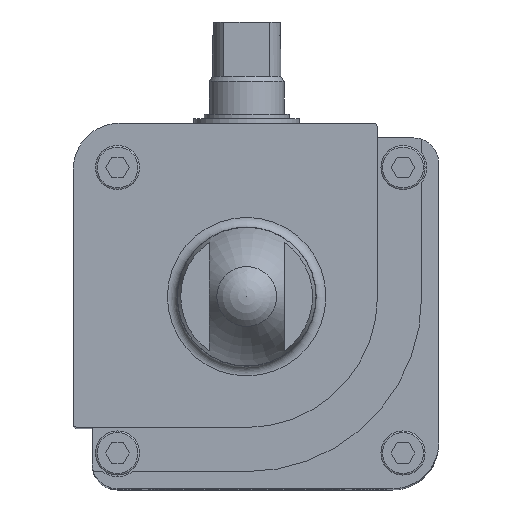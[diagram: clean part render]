
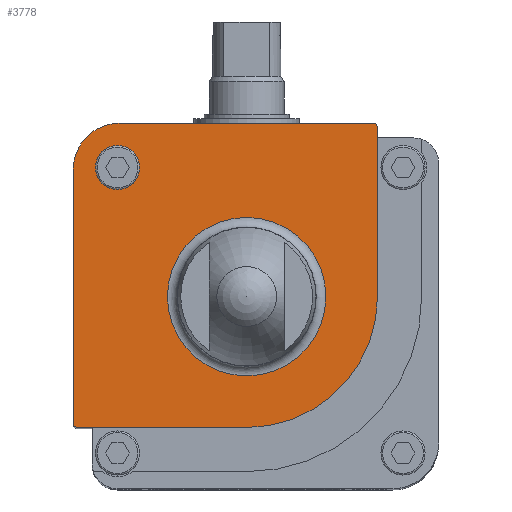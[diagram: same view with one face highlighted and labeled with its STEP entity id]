
A CAD part, top view. The second image highlights one B-rep face of the part: STEP entity #3778.
In plain terms, the highlighted planar face has unit normal (0, 0, 1).
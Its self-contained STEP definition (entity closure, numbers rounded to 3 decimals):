
#133=PLANE('',#4111);
#303=LINE('',#5885,#619);
#311=LINE('',#5904,#627);
#316=LINE('',#5944,#632);
#324=LINE('',#5971,#640);
#619=VECTOR('',#4607,1000.);
#627=VECTOR('',#4623,1000.);
#632=VECTOR('',#4666,1000.);
#640=VECTOR('',#4690,1000.);
#1057=ORIENTED_EDGE('',*,*,#2020,.T.);
#1058=ORIENTED_EDGE('',*,*,#1983,.T.);
#1059=ORIENTED_EDGE('',*,*,#2021,.T.);
#1060=ORIENTED_EDGE('',*,*,#2003,.T.);
#1061=ORIENTED_EDGE('',*,*,#2010,.T.);
#1062=ORIENTED_EDGE('',*,*,#2017,.T.);
#1063=ORIENTED_EDGE('',*,*,#2019,.T.);
#1064=ORIENTED_EDGE('',*,*,#1973,.T.);
#1065=ORIENTED_EDGE('',*,*,#1977,.T.);
#1066=ORIENTED_EDGE('',*,*,#2022,.T.);
#1973=EDGE_CURVE('',#2461,#2460,#303,.T.);
#1977=EDGE_CURVE('',#2460,#2463,#2801,.T.);
#1983=EDGE_CURVE('',#2463,#2467,#311,.T.);
#2003=EDGE_CURVE('',#2484,#2483,#316,.T.);
#2010=EDGE_CURVE('',#2483,#2488,#2818,.T.);
#2017=EDGE_CURVE('',#2488,#2494,#324,.T.);
#2019=EDGE_CURVE('',#2494,#2461,#2824,.T.);
#2020=EDGE_CURVE('',#2495,#2495,#2825,.T.);
#2021=EDGE_CURVE('',#2467,#2484,#2826,.T.);
#2022=EDGE_CURVE('',#2496,#2496,#2827,.T.);
#2460=VERTEX_POINT('',#5884);
#2461=VERTEX_POINT('',#5886);
#2463=VERTEX_POINT('',#5892);
#2467=VERTEX_POINT('',#5903);
#2483=VERTEX_POINT('',#5943);
#2484=VERTEX_POINT('',#5945);
#2488=VERTEX_POINT('',#5956);
#2494=VERTEX_POINT('',#5970);
#2495=VERTEX_POINT('',#5977);
#2496=VERTEX_POINT('',#5980);
#2801=CIRCLE('',#4079,1.2);
#2818=CIRCLE('',#4102,1.2);
#2824=CIRCLE('',#4110,13.44);
#2825=CIRCLE('',#4112,6.5);
#2826=CIRCLE('',#4113,38.5);
#2827=CIRCLE('',#4114,23.309);
#3000=EDGE_LOOP('',(#1057));
#3001=EDGE_LOOP('',(#1058,#1059,#1060,#1061,#1062,#1063,#1064,#1065));
#3002=EDGE_LOOP('',(#1066));
#3364=FACE_BOUND('',#3000,.T.);
#3365=FACE_BOUND('',#3001,.T.);
#3366=FACE_BOUND('',#3002,.T.);
#3778=ADVANCED_FACE('',(#3364,#3365,#3366),#133,.T.);
#4079=AXIS2_PLACEMENT_3D('',#5893,#4614,#4615);
#4102=AXIS2_PLACEMENT_3D('',#5957,#4676,#4677);
#4110=AXIS2_PLACEMENT_3D('',#5974,#4695,#4696);
#4111=AXIS2_PLACEMENT_3D('',#5975,#4697,#4698);
#4112=AXIS2_PLACEMENT_3D('',#5976,#4699,#4700);
#4113=AXIS2_PLACEMENT_3D('',#5978,#4701,#4702);
#4114=AXIS2_PLACEMENT_3D('',#5979,#4703,#4704);
#4607=DIRECTION('',(0.,-1.,0.));
#4614=DIRECTION('',(0.,0.,1.));
#4615=DIRECTION('',(1.,0.,0.));
#4623=DIRECTION('',(1.,0.,0.));
#4666=DIRECTION('',(0.,1.,0.));
#4676=DIRECTION('',(0.,0.,1.));
#4677=DIRECTION('',(1.,0.,0.));
#4690=DIRECTION('',(-1.,0.,0.));
#4695=DIRECTION('',(0.,0.,1.));
#4696=DIRECTION('',(1.,0.,0.));
#4697=DIRECTION('',(0.,0.,1.));
#4698=DIRECTION('',(1.,0.,0.));
#4699=DIRECTION('',(0.,0.,-1.));
#4700=DIRECTION('',(-1.,0.,0.));
#4701=DIRECTION('',(0.,0.,1.));
#4702=DIRECTION('',(1.,0.,0.));
#4703=DIRECTION('',(0.,0.,-1.));
#4704=DIRECTION('',(-1.,0.,0.));
#5884=CARTESIAN_POINT('',(-51.,-37.3,111.95));
#5885=CARTESIAN_POINT('',(-51.,37.56,111.95));
#5886=CARTESIAN_POINT('',(-51.,37.56,111.95));
#5892=CARTESIAN_POINT('',(-49.8,-38.5,111.95));
#5893=CARTESIAN_POINT('',(-49.8,-37.3,111.95));
#5903=CARTESIAN_POINT('',(0.,-38.5,111.95));
#5904=CARTESIAN_POINT('',(-49.8,-38.5,111.95));
#5943=CARTESIAN_POINT('',(38.5,49.8,111.95));
#5944=CARTESIAN_POINT('',(38.5,46.7,111.95));
#5945=CARTESIAN_POINT('',(38.5,0.,111.95));
#5956=CARTESIAN_POINT('',(37.3,51.,111.95));
#5957=CARTESIAN_POINT('',(37.3,49.8,111.95));
#5970=CARTESIAN_POINT('',(-37.56,51.,111.95));
#5971=CARTESIAN_POINT('',(37.3,51.,111.95));
#5974=CARTESIAN_POINT('',(-37.56,37.56,111.95));
#5975=CARTESIAN_POINT('',(-49.8,-37.3,111.95));
#5976=CARTESIAN_POINT('',(-38.,38.,111.95));
#5977=CARTESIAN_POINT('',(-44.5,38.,111.95));
#5978=CARTESIAN_POINT('',(0.,0.,111.95));
#5979=CARTESIAN_POINT('',(0.,0.,111.95));
#5980=CARTESIAN_POINT('',(-23.309,0.,111.95));
